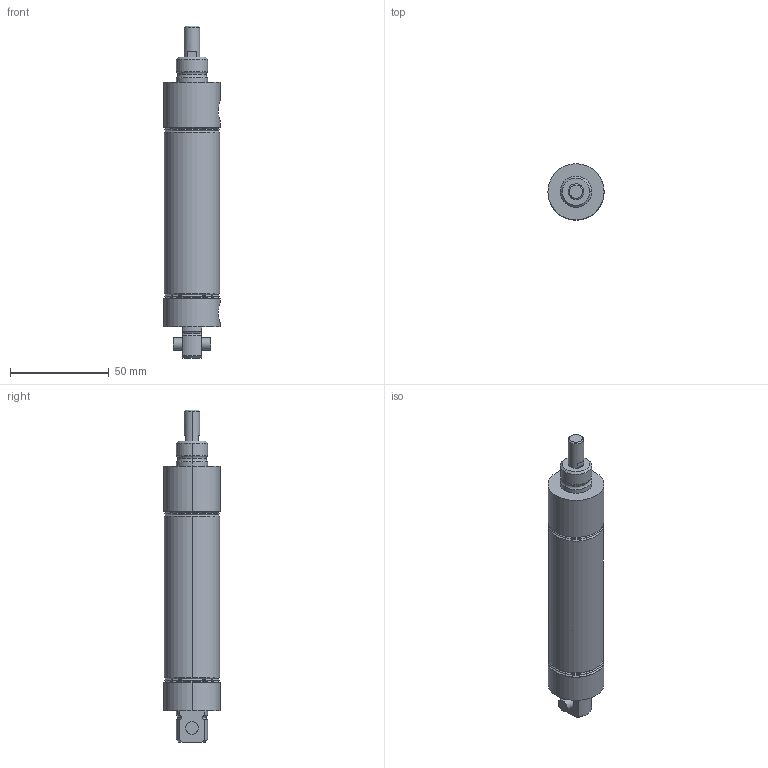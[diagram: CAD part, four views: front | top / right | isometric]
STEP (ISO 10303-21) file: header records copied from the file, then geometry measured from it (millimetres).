
FILE_DESCRIPTION (( 'STEP AP214' ), '1' );
FILE_NAME ('A17020DP.step', '2017-04-04T20:32:51', ( '' ), ( '' ), 'SwSTEP 2.0', 'SolidWorks 2017', '' );
FILE_SCHEMA (( 'AUTOMOTIVE_DESIGN' ));
Length unit declared in the file: inch
Products named in the file (4): A17020DP-PIN; A17020DP-Rod; A17020DP-MainBody; A17020DP
Assembly tree (3 placements, depth 2):
  A17020DP
    A17020DP-MainBody
    A17020DP-Rod
    A17020DP-PIN
Bounding box: 28.45 x 28.45 x 168.15 mm (x, y, z)
Volume: 54211.7 mm3; surface area: 27303.1 mm2
Topology: 3 solids, 3 shells, 91 faces, 197 edges, 119 vertices
Faces by surface type: cylinder 30, cone 30, plane 23, torus 8
Entity records: 2909 total; most frequent: CARTESIAN_POINT 719, DIRECTION 465, ORIENTED_EDGE 390, AXIS2_PLACEMENT_3D 195, EDGE_CURVE 195, VERTEX_POINT 119, EDGE_LOOP 104, CIRCLE 98
